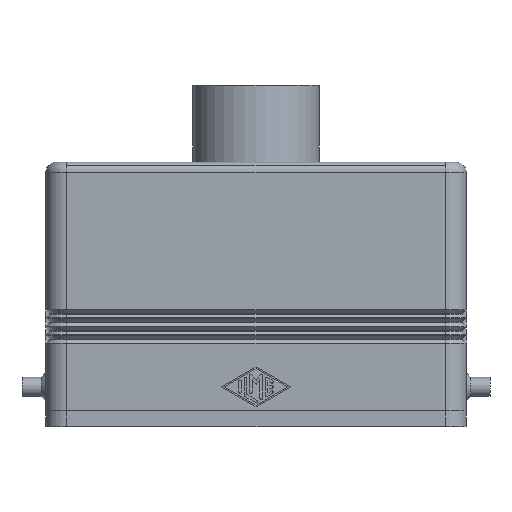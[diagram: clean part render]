
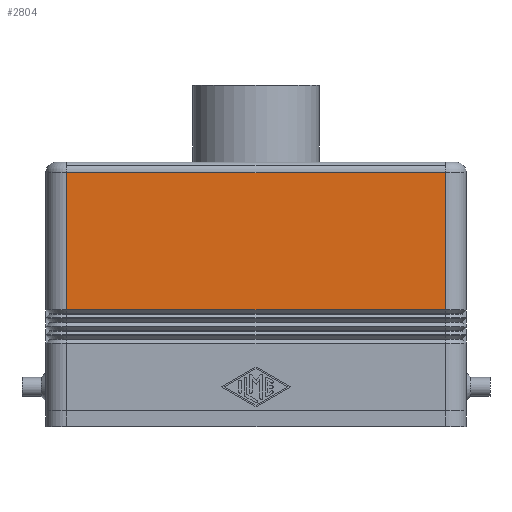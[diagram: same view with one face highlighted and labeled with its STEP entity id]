
A CAD part, front view. The second image highlights one B-rep face of the part: STEP entity #2804.
In plain terms, the highlighted planar face has unit normal (0, -1, 0).
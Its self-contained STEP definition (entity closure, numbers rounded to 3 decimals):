
#2156=CARTESIAN_POINT('',(-35.75,-14.7,48.0));
#2157=VERTEX_POINT('',#2156);
#2165=CARTESIAN_POINT('',(35.75,-14.7,48.0));
#2166=VERTEX_POINT('',#2165);
#2167=CARTESIAN_POINT('',(-35.75,-14.7,48.0));
#2168=DIRECTION('',(1.0,0.0,0.0));
#2169=VECTOR('',#2168,71.5);
#2170=LINE('',#2167,#2169);
#2171=EDGE_CURVE('',#2157,#2166,#2170,.T.);
#2762=CARTESIAN_POINT('',(35.75,-14.7,22.05));
#2763=VERTEX_POINT('',#2762);
#2764=CARTESIAN_POINT('',(35.75,-14.7,22.05));
#2765=DIRECTION('',(0.0,0.0,1.0));
#2766=VECTOR('',#2765,25.95);
#2767=LINE('',#2764,#2766);
#2768=EDGE_CURVE('',#2763,#2166,#2767,.T.);
#2781=CARTESIAN_POINT('',(35.75,-14.7,0.0));
#2782=DIRECTION('',(0.0,-1.0,0.0));
#2783=DIRECTION('',(0.0,0.0,-1.0));
#2784=AXIS2_PLACEMENT_3D('',#2781,#2782,#2783);
#2785=PLANE('',#2784);
#2786=ORIENTED_EDGE('',*,*,#2171,.F.);
#2787=CARTESIAN_POINT('',(-35.75,-14.7,22.05));
#2788=VERTEX_POINT('',#2787);
#2789=CARTESIAN_POINT('',(-35.75,-14.7,22.05));
#2790=DIRECTION('',(0.0,0.0,1.0));
#2791=VECTOR('',#2790,25.95);
#2792=LINE('',#2789,#2791);
#2793=EDGE_CURVE('',#2788,#2157,#2792,.T.);
#2794=ORIENTED_EDGE('',*,*,#2793,.F.);
#2795=CARTESIAN_POINT('',(35.75,-14.7,22.05));
#2796=DIRECTION('',(-1.0,0.0,0.0));
#2797=VECTOR('',#2796,71.5);
#2798=LINE('',#2795,#2797);
#2799=EDGE_CURVE('',#2763,#2788,#2798,.T.);
#2800=ORIENTED_EDGE('',*,*,#2799,.F.);
#2801=ORIENTED_EDGE('',*,*,#2768,.T.);
#2802=EDGE_LOOP('',(#2786,#2794,#2800,#2801));
#2803=FACE_OUTER_BOUND('',#2802,.T.);
#2804=ADVANCED_FACE('',(#2803),#2785,.T.);
